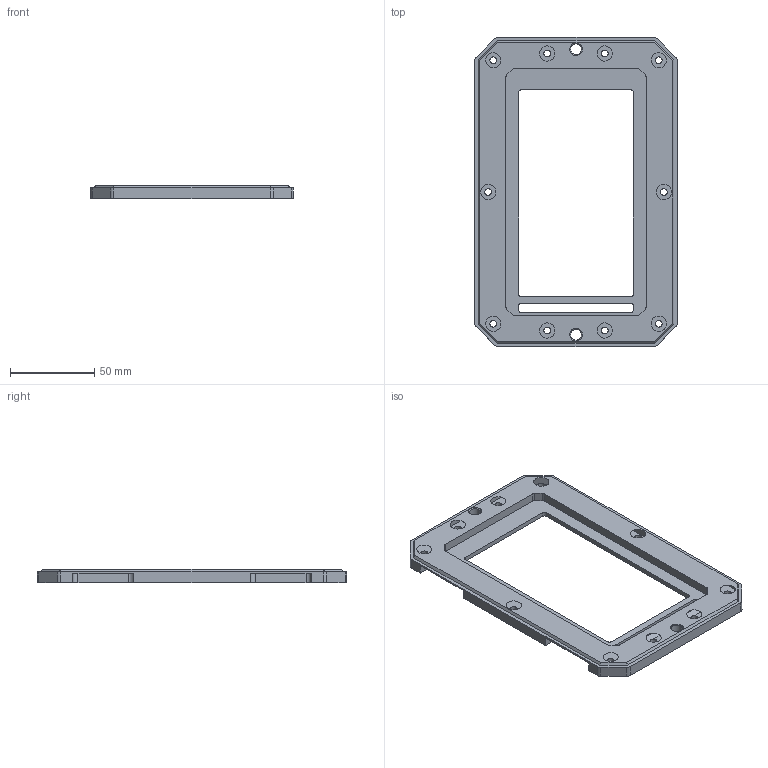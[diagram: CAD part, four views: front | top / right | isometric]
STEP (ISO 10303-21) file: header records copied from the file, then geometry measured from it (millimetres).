
FILE_DESCRIPTION(/* description */ (''),/* implementation_level */ '2;1');
FILE_NAME(/* name */ 'SL1 - 6 - Top frame.stp',/* time_stamp */ '2019-05-06T08:46:29+02:00',/* author */ ('Pepa'),/* organization */ (''),/* preprocessor_version */ 'ST-DEVELOPER v17',/* originating_system */ 'Autodesk Inventor 2019',/* authorisation */ '');
FILE_SCHEMA (('AUTOMOTIVE_DESIGN { 1 0 10303 214 3 1 1 }'));
Length unit declared in the file: millimetre
Products named in the file (1): SL1 - 6 - 2776
Bounding box: 120 x 183 x 8 mm (x, y, z)
Volume: 76400 mm3; surface area: 34907.3 mm2
Topology: 1 solids, 1 shells, 104 faces, 336 edges, 236 vertices
Faces by surface type: plane 44, cylinder 40, cone 20
Full cylindrical faces by diameter (mm): 4 x10, 6.5 x2
Entity records: 3926 total; most frequent: DIRECTION 702, CARTESIAN_POINT 677, ORIENTED_EDGE 672, EDGE_CURVE 336, AXIS2_PLACEMENT_3D 261, VERTEX_POINT 236, LINE 180, VECTOR 180
